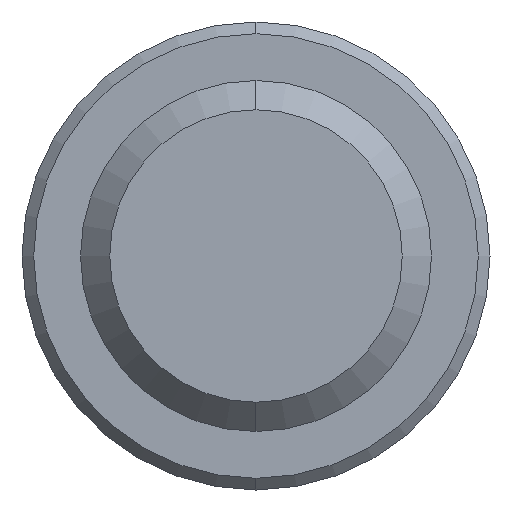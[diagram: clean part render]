
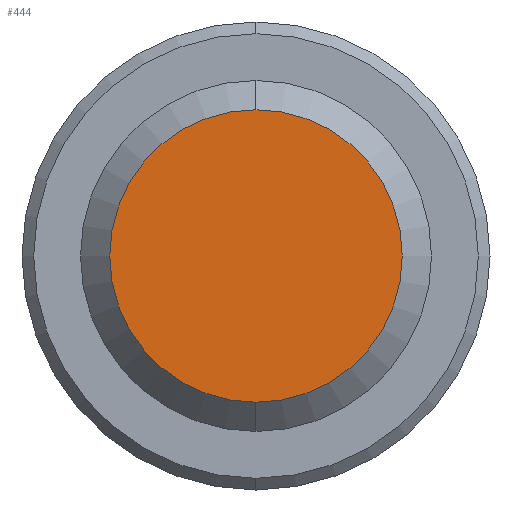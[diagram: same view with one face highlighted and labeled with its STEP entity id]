
A CAD part, left-side view. The second image highlights one B-rep face of the part: STEP entity #444.
In plain terms, the highlighted planar face has unit normal (-1, 0, 0).
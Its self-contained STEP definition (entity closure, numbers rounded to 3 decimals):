
#32 = ORIENTED_EDGE ( 'NONE', *, *, #480, .T. ) ;
#35 = AXIS2_PLACEMENT_3D ( 'NONE', #867, #286, #720 ) ;
#66 = DIRECTION ( 'NONE',  ( 1., 0., 0. ) ) ;
#167 = DIRECTION ( 'NONE',  ( 0., 0., 1. ) ) ;
#242 = CARTESIAN_POINT ( 'NONE',  ( 0., 1.25, 0. ) ) ;
#286 = DIRECTION ( 'NONE',  ( -1., 0., 0. ) ) ;
#366 = VERTEX_POINT ( 'NONE', #915 ) ;
#444 = ADVANCED_FACE ( 'NONE', ( #852 ), #1024, .F. ) ;
#448 = CIRCLE ( 'NONE', #587, 1.25 ) ;
#480 = EDGE_CURVE ( 'NONE', #992, #366, #541, .T. ) ;
#541 = CIRCLE ( 'NONE', #35, 1.25 ) ;
#587 = AXIS2_PLACEMENT_3D ( 'NONE', #683, #1042, #167 ) ;
#662 = DIRECTION ( 'NONE',  ( 0., 0., -1. ) ) ;
#665 = AXIS2_PLACEMENT_3D ( 'NONE', #242, #66, #662 ) ;
#683 = CARTESIAN_POINT ( 'NONE',  ( 0., 0., 0. ) ) ;
#720 = DIRECTION ( 'NONE',  ( 0., 0., 1. ) ) ;
#735 = EDGE_LOOP ( 'NONE', ( #32, #1081 ) ) ;
#852 = FACE_OUTER_BOUND ( 'NONE', #735, .T. ) ;
#867 = CARTESIAN_POINT ( 'NONE',  ( 0., 0., 0. ) ) ;
#871 = CARTESIAN_POINT ( 'NONE',  ( 0., 0., -1.25 ) ) ;
#915 = CARTESIAN_POINT ( 'NONE',  ( 0., 0., 1.25 ) ) ;
#990 = EDGE_CURVE ( 'NONE', #366, #992, #448, .T. ) ;
#992 = VERTEX_POINT ( 'NONE', #871 ) ;
#1024 = PLANE ( 'NONE',  #665 ) ;
#1042 = DIRECTION ( 'NONE',  ( -1., 0., 0. ) ) ;
#1081 = ORIENTED_EDGE ( 'NONE', *, *, #990, .T. ) ;
